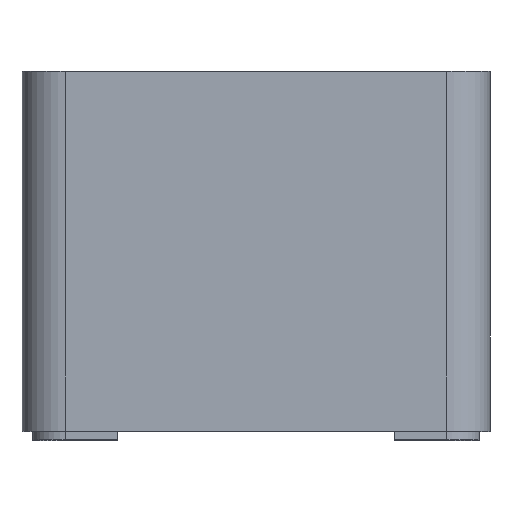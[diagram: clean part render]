
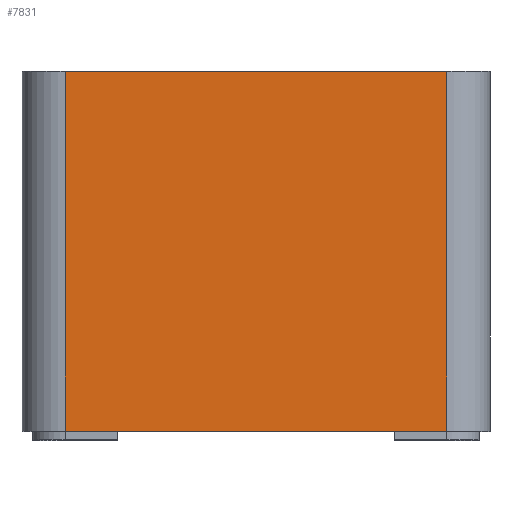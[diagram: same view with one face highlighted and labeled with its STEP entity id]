
A CAD part, top view. The second image highlights one B-rep face of the part: STEP entity #7831.
In plain terms, the highlighted planar face has unit normal (0, 0, 1).
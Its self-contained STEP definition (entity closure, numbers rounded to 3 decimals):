
#763=PLANE('',#8260);
#947=LINE('',#11204,#1604);
#1283=LINE('',#14686,#1940);
#1420=LINE('',#15043,#2077);
#1421=LINE('',#15045,#2078);
#1604=VECTOR('',#8833,10.);
#1940=VECTOR('',#9371,10.);
#2077=VECTOR('',#9740,10.);
#2078=VECTOR('',#9743,10.);
#2575=FACE_OUTER_BOUND('',#3067,.T.);
#3067=EDGE_LOOP('',(#7383,#7384,#7385,#7386));
#3578=VERTEX_POINT('',#11201);
#3579=VERTEX_POINT('',#11203);
#3877=VERTEX_POINT('',#14683);
#3878=VERTEX_POINT('',#14685);
#4405=EDGE_CURVE('',#3579,#3578,#947,.T.);
#4943=EDGE_CURVE('',#3877,#3878,#1283,.T.);
#5122=EDGE_CURVE('',#3578,#3878,#1420,.T.);
#5123=EDGE_CURVE('',#3579,#3877,#1421,.T.);
#7383=ORIENTED_EDGE('',*,*,#4405,.T.);
#7384=ORIENTED_EDGE('',*,*,#5122,.T.);
#7385=ORIENTED_EDGE('',*,*,#4943,.F.);
#7386=ORIENTED_EDGE('',*,*,#5123,.F.);
#7831=ADVANCED_FACE('',(#2575),#763,.T.);
#8260=AXIS2_PLACEMENT_3D('',#15044,#9741,#9742);
#8833=DIRECTION('',(1.,0.,0.));
#9371=DIRECTION('',(1.,0.,0.));
#9740=DIRECTION('',(0.,1.,0.));
#9741=DIRECTION('center_axis',(0.,0.,1.));
#9742=DIRECTION('ref_axis',(1.,0.,0.));
#9743=DIRECTION('',(0.,1.,0.));
#11201=CARTESIAN_POINT('',(22.,0.,27.));
#11203=CARTESIAN_POINT('',(-22.,0.,27.));
#11204=CARTESIAN_POINT('',(-22.,0.,27.));
#14683=CARTESIAN_POINT('',(-22.,41.5,27.));
#14685=CARTESIAN_POINT('',(22.,41.5,27.));
#14686=CARTESIAN_POINT('',(-22.,41.5,27.));
#15043=CARTESIAN_POINT('',(22.,0.,27.));
#15044=CARTESIAN_POINT('Origin',(-22.,0.,27.));
#15045=CARTESIAN_POINT('',(-22.,0.,27.));
